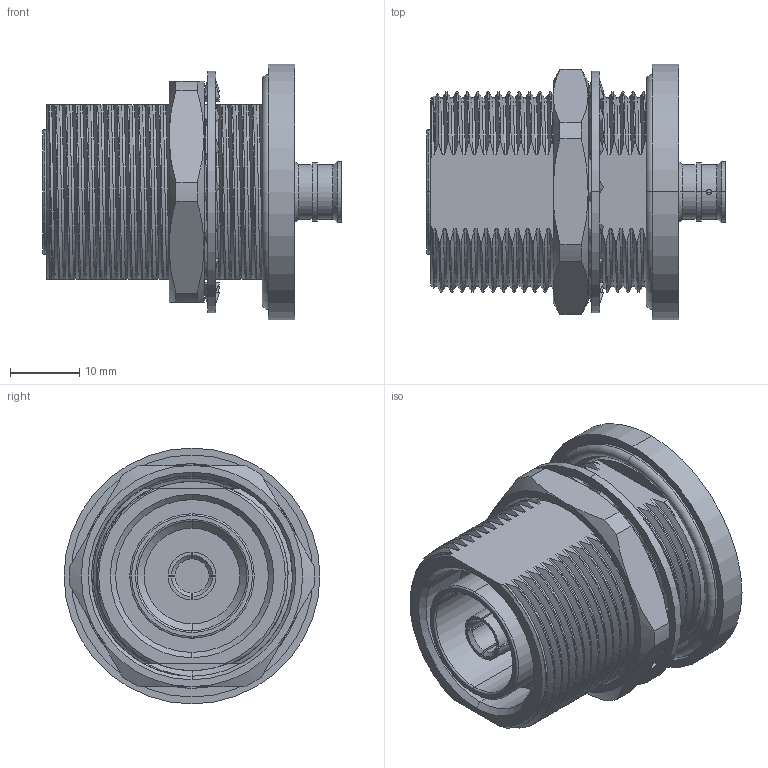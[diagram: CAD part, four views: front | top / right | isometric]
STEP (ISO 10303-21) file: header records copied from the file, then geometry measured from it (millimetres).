
FILE_DESCRIPTION (( 'STEP AP214' ), '1' );
FILE_NAME ('FMCN1703.step', '2021-01-28T21:29:44', ( '' ), ( '' ), 'SwSTEP 2.0', 'SolidWorks 2018', '' );
FILE_SCHEMA (( 'AUTOMOTIVE_DESIGN' ));
Length unit declared in the file: inch
Products named in the file (1): FMCN1703
Bounding box: 43.2 x 37 x 37 mm (x, y, z)
Volume: 21458.9 mm3; surface area: 11961.5 mm2
Topology: 4 solids, 4 shells, 407 faces, 1135 edges, 742 vertices
Faces by surface type: bspline 201, cylinder 102, plane 61, cone 35, torus 8
Entity records: 105721 total; most frequent: CARTESIAN_POINT 97291, ORIENTED_EDGE 2270, EDGE_CURVE 1135, DIRECTION 1093, VERTEX_POINT 742, EDGE_LOOP 421, ADVANCED_FACE 407, FACE_OUTER_BOUND 407
